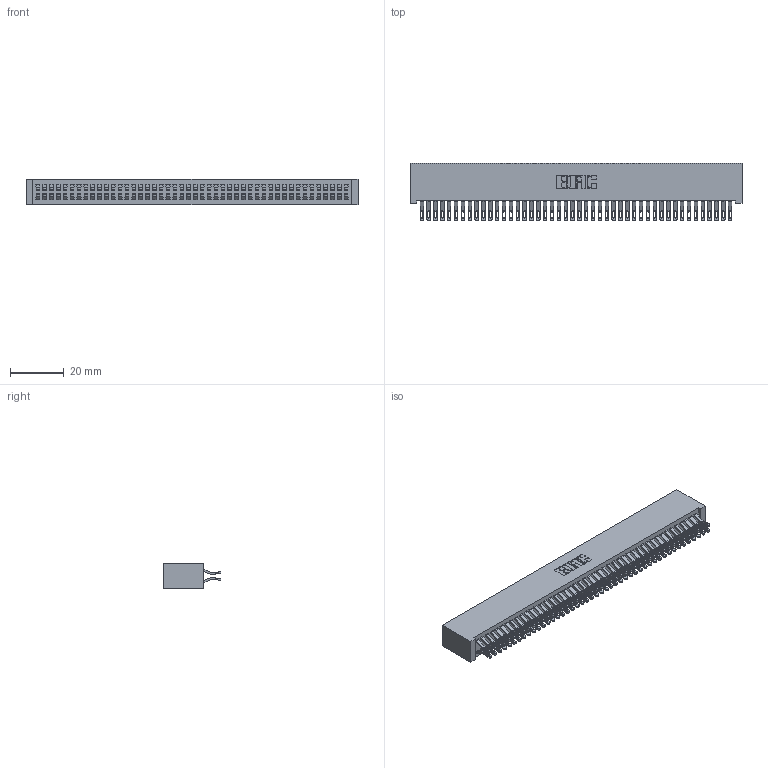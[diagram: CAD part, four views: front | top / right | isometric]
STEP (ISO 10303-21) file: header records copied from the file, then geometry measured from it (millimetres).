
FILE_DESCRIPTION (( 'STEP AP203' ), '1' );
FILE_NAME ('392-092-555-201.STEP', '2018-08-18T08:10:12', ( '' ), ( '' ), 'SwSTEP 2.0', 'SolidWorks 2016', '' );
FILE_SCHEMA (( 'CONFIG_CONTROL_DESIGN' ));
Length unit declared in the file: inch
Products named in the file (3): 342 Part_Lugless; 345-292-001_555 Tail; 392-092-555-201
Assembly tree (93 placements, depth 2):
  392-092-555-201
    342 Part_Lugless
    345-292-001_555 Tail  x92
Bounding box: 123.09 x 21.47 x 9.4 mm (x, y, z)
Volume: 11773.6 mm3; surface area: 20599.4 mm2
Topology: 93 solids, 93 shells, 5438 faces, 17111 edges, 11406 vertices
Faces by surface type: plane 3190, cylinder 2248
Entity records: 28993 total; most frequent: CARTESIAN_POINT 4832, ORIENTED_EDGE 4738, DIRECTION 4085, EDGE_CURVE 2369, VECTOR 2229, LINE 2229, VERTEX_POINT 1578, AXIS2_PLACEMENT_3D 928
